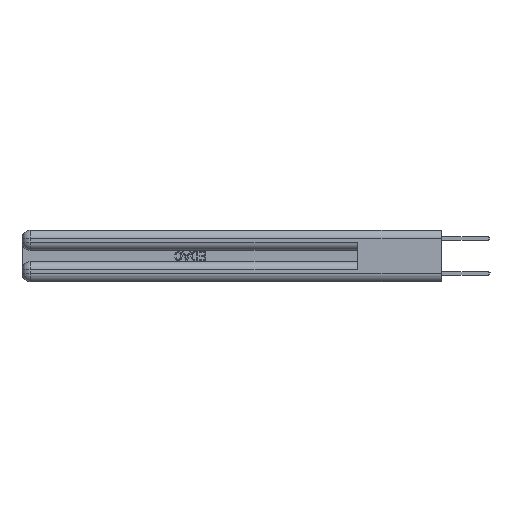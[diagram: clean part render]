
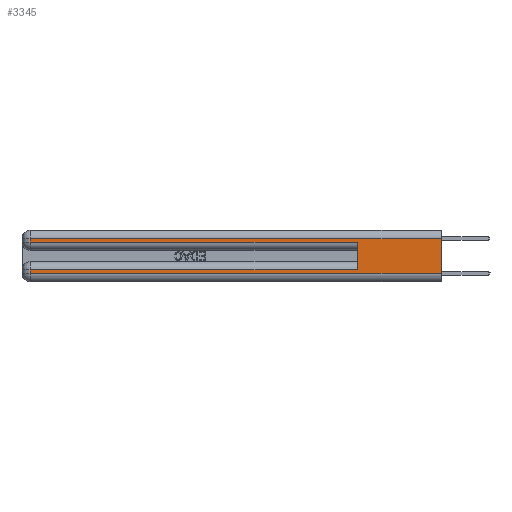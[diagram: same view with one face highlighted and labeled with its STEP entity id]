
A CAD part, left-side view. The second image highlights one B-rep face of the part: STEP entity #3345.
In plain terms, the highlighted planar face has unit normal (-1, 0, 0).
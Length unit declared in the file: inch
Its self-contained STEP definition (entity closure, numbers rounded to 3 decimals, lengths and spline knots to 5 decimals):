
#1285 = DIRECTION ( 'NONE',  ( 0., 0., 1. ) ) ;
#1416 = VERTEX_POINT ( 'NONE', #31921 ) ;
#1739 = VECTOR ( 'NONE', #2333, 39.37008 ) ;
#2156 = EDGE_CURVE ( 'NONE', #21027, #15536, #8508, .T. ) ;
#2333 = DIRECTION ( 'NONE',  ( 0., 1., 0. ) ) ;
#3345 = ADVANCED_FACE ( 'NONE', ( #31990 ), #18951, .F. ) ;
#3733 = CARTESIAN_POINT ( 'NONE',  ( 0., 0., 0.37 ) ) ;
#4166 = VERTEX_POINT ( 'NONE', #6751 ) ;
#4216 = EDGE_LOOP ( 'NONE', ( #32926, #15848, #26888, #8926, #15863, #12718, #12690, #26838 ) ) ;
#4891 = LINE ( 'NONE', #25264, #31696 ) ;
#5199 = EDGE_CURVE ( 'NONE', #19713, #5464, #19260, .T. ) ;
#5464 = VERTEX_POINT ( 'NONE', #9029 ) ;
#6608 = VERTEX_POINT ( 'NONE', #15041 ) ;
#6751 = CARTESIAN_POINT ( 'NONE',  ( 0., 0., 0.31 ) ) ;
#6973 = EDGE_CURVE ( 'NONE', #19713, #6608, #13516, .T. ) ;
#8508 = LINE ( 'NONE', #12138, #32861 ) ;
#8876 = EDGE_CURVE ( 'NONE', #1416, #31073, #4891, .T. ) ;
#8926 = ORIENTED_EDGE ( 'NONE', *, *, #12322, .T. ) ;
#9029 = CARTESIAN_POINT ( 'NONE',  ( 0., 2.94, 0.085 ) ) ;
#9543 = LINE ( 'NONE', #10491, #32264 ) ;
#9661 = AXIS2_PLACEMENT_3D ( 'NONE', #3733, #29171, #24275 ) ;
#9920 = CARTESIAN_POINT ( 'NONE',  ( 0., 2.94, 0.06 ) ) ;
#10135 = CARTESIAN_POINT ( 'NONE',  ( 0., 2.94, 0.285 ) ) ;
#10491 = CARTESIAN_POINT ( 'NONE',  ( 0., 2.94, 0.37 ) ) ;
#11861 = LINE ( 'NONE', #25093, #29705 ) ;
#11890 = DIRECTION ( 'NONE',  ( 0., -1., 0. ) ) ;
#12138 = CARTESIAN_POINT ( 'NONE',  ( 0., 0., 0.06 ) ) ;
#12169 = EDGE_CURVE ( 'NONE', #5464, #21027, #9543, .T. ) ;
#12322 = EDGE_CURVE ( 'NONE', #31073, #6608, #27822, .T. ) ;
#12690 = ORIENTED_EDGE ( 'NONE', *, *, #12169, .T. ) ;
#12718 = ORIENTED_EDGE ( 'NONE', *, *, #5199, .T. ) ;
#13516 = LINE ( 'NONE', #27238, #32190 ) ;
#13687 = EDGE_CURVE ( 'NONE', #4166, #1416, #11861, .T. ) ;
#14665 = DIRECTION ( 'NONE',  ( 0., 1., 0. ) ) ;
#15041 = CARTESIAN_POINT ( 'NONE',  ( 0., 0.6, 0.285 ) ) ;
#15362 = CARTESIAN_POINT ( 'NONE',  ( 0., 0., 0.37 ) ) ;
#15536 = VERTEX_POINT ( 'NONE', #28701 ) ;
#15848 = ORIENTED_EDGE ( 'NONE', *, *, #13687, .T. ) ;
#15863 = ORIENTED_EDGE ( 'NONE', *, *, #6973, .F. ) ;
#15906 = VECTOR ( 'NONE', #25783, 39.37008 ) ;
#18951 = PLANE ( 'NONE',  #9661 ) ;
#19094 = DIRECTION ( 'NONE',  ( 0., -1., 0. ) ) ;
#19260 = LINE ( 'NONE', #33339, #1739 ) ;
#19713 = VERTEX_POINT ( 'NONE', #20478 ) ;
#20478 = CARTESIAN_POINT ( 'NONE',  ( 0., 0.6, 0.085 ) ) ;
#21027 = VERTEX_POINT ( 'NONE', #9920 ) ;
#22816 = LINE ( 'NONE', #15362, #15906 ) ;
#24275 = DIRECTION ( 'NONE',  ( 0., 0., -1. ) ) ;
#25093 = CARTESIAN_POINT ( 'NONE',  ( 0., 0., 0.31 ) ) ;
#25264 = CARTESIAN_POINT ( 'NONE',  ( 0., 2.94, 0.37 ) ) ;
#25783 = DIRECTION ( 'NONE',  ( 0., 0., -1. ) ) ;
#26472 = EDGE_CURVE ( 'NONE', #4166, #15536, #22816, .T. ) ;
#26838 = ORIENTED_EDGE ( 'NONE', *, *, #2156, .T. ) ;
#26888 = ORIENTED_EDGE ( 'NONE', *, *, #8876, .T. ) ;
#26997 = VECTOR ( 'NONE', #19094, 39.37008 ) ;
#27238 = CARTESIAN_POINT ( 'NONE',  ( 0., 0.6, 0.145 ) ) ;
#27822 = LINE ( 'NONE', #29212, #26997 ) ;
#28701 = CARTESIAN_POINT ( 'NONE',  ( 0., 0., 0.06 ) ) ;
#29171 = DIRECTION ( 'NONE',  ( 1., 0., 0. ) ) ;
#29212 = CARTESIAN_POINT ( 'NONE',  ( 0., 0., 0.285 ) ) ;
#29705 = VECTOR ( 'NONE', #14665, 39.37008 ) ;
#30705 = DIRECTION ( 'NONE',  ( 0., 0., -1. ) ) ;
#31073 = VERTEX_POINT ( 'NONE', #10135 ) ;
#31594 = DIRECTION ( 'NONE',  ( 0., 0., -1. ) ) ;
#31696 = VECTOR ( 'NONE', #30705, 39.37008 ) ;
#31921 = CARTESIAN_POINT ( 'NONE',  ( 0., 2.94, 0.31 ) ) ;
#31990 = FACE_OUTER_BOUND ( 'NONE', #4216, .T. ) ;
#32190 = VECTOR ( 'NONE', #1285, 39.37008 ) ;
#32264 = VECTOR ( 'NONE', #31594, 39.37008 ) ;
#32861 = VECTOR ( 'NONE', #11890, 39.37008 ) ;
#32926 = ORIENTED_EDGE ( 'NONE', *, *, #26472, .F. ) ;
#33339 = CARTESIAN_POINT ( 'NONE',  ( 0., 0., 0.085 ) ) ;
